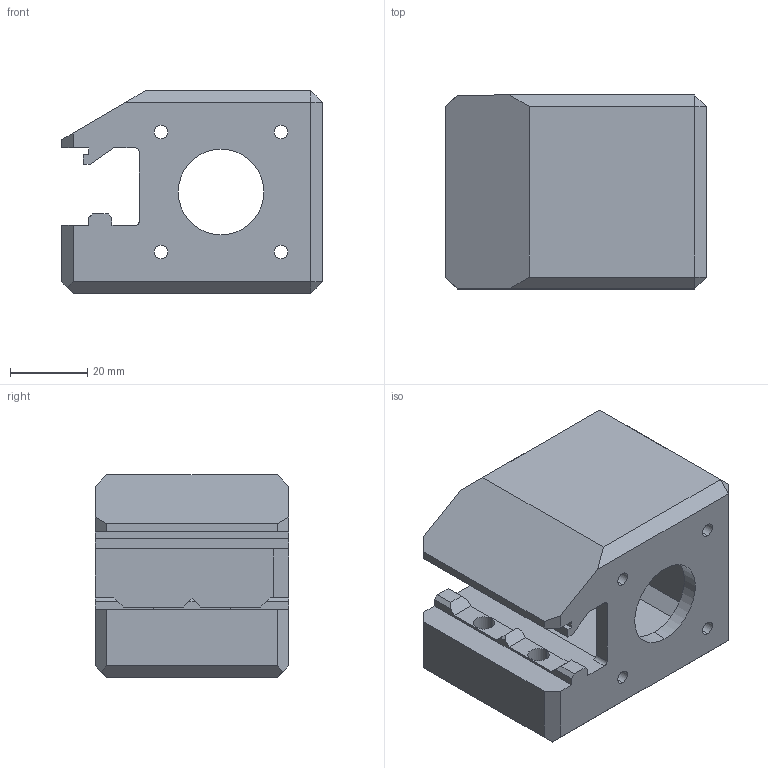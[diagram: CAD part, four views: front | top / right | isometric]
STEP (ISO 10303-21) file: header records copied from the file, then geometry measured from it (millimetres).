
FILE_DESCRIPTION (( 'STEP AP203' ), '1' );
FILE_NAME ('y_axis_motor_mount.STEP', '2019-06-25T20:19:35', ( '' ), ( '' ), 'SwSTEP 2.0', 'SolidWorks 2018', '' );
FILE_SCHEMA (( 'CONFIG_CONTROL_DESIGN' ));
Length unit declared in the file: millimetre
Products named in the file (1): y_axis_motor_mount
Bounding box: 67.3 x 50 x 52.3 mm (x, y, z)
Volume: 63126.3 mm3; surface area: 25147.8 mm2
Topology: 1 solids, 1 shells, 83 faces, 225 edges, 146 vertices
Faces by surface type: plane 63, cylinder 20
Entity records: 2688 total; most frequent: CARTESIAN_POINT 455, ORIENTED_EDGE 450, DIRECTION 433, EDGE_CURVE 225, VECTOR 185, LINE 185, VERTEX_POINT 146, AXIS2_PLACEMENT_3D 124
